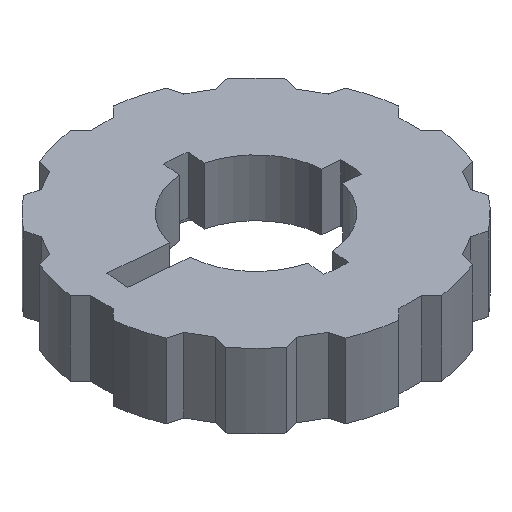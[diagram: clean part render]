
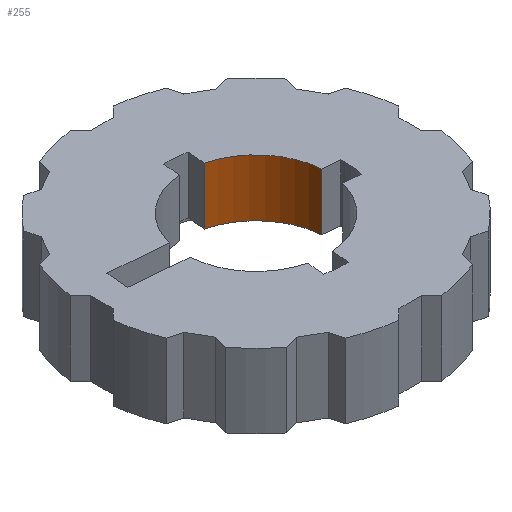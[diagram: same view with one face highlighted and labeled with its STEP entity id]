
A CAD part, isometric view. The second image highlights one B-rep face of the part: STEP entity #255.
In plain terms, the highlighted cylindrical face has radius 7.938 mm (diameter 15.875 mm), a partial arc.
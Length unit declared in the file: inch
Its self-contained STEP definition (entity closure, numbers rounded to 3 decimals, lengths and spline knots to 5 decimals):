
#31 = VERTEX_POINT ( 'NONE', #1491 ) ;
#75 = DIRECTION ( 'NONE',  ( 0., 0., 1. ) ) ;
#85 = CIRCLE ( 'NONE', #2226, 0.3125 ) ;
#153 = VECTOR ( 'NONE', #869, 39.37008 ) ;
#160 = ORIENTED_EDGE ( 'NONE', *, *, #394, .T. ) ;
#255 = ADVANCED_FACE ( 'NONE', ( #1978 ), #975, .F. ) ;
#258 = EDGE_CURVE ( 'NONE', #2336, #1747, #2492, .T. ) ;
#270 = CARTESIAN_POINT ( 'NONE',  ( 0.0767, 0.30294, -0.35 ) ) ;
#377 = LINE ( 'NONE', #270, #915 ) ;
#388 = DIRECTION ( 'NONE',  ( 1., 0., 0. ) ) ;
#394 = EDGE_CURVE ( 'NONE', #838, #31, #85, .T. ) ;
#520 = EDGE_LOOP ( 'NONE', ( #2489, #1529, #160, #1263 ) ) ;
#617 = CARTESIAN_POINT ( 'NONE',  ( 0.31166, 0.02292, -0.25 ) ) ;
#682 = CARTESIAN_POINT ( 'NONE',  ( 0.31166, 0.02292, -0.35 ) ) ;
#691 = LINE ( 'NONE', #682, #153 ) ;
#717 = EDGE_CURVE ( 'NONE', #1747, #31, #377, .T. ) ;
#838 = VERTEX_POINT ( 'NONE', #1596 ) ;
#869 = DIRECTION ( 'NONE',  ( 0., 0., 1. ) ) ;
#915 = VECTOR ( 'NONE', #75, 39.37008 ) ;
#955 = AXIS2_PLACEMENT_3D ( 'NONE', #1235, #1438, #1994 ) ;
#975 = CYLINDRICAL_SURFACE ( 'NONE', #1096, 0.3125 ) ;
#1026 = DIRECTION ( 'NONE',  ( 0., 0., 1. ) ) ;
#1096 = AXIS2_PLACEMENT_3D ( 'NONE', #1282, #1942, #2044 ) ;
#1235 = CARTESIAN_POINT ( 'NONE',  ( 0., 0., -0.25 ) ) ;
#1263 = ORIENTED_EDGE ( 'NONE', *, *, #717, .F. ) ;
#1282 = CARTESIAN_POINT ( 'NONE',  ( 0., 0., -0.35 ) ) ;
#1438 = DIRECTION ( 'NONE',  ( 0., 0., 1. ) ) ;
#1491 = CARTESIAN_POINT ( 'NONE',  ( 0.0767, 0.30294, 0. ) ) ;
#1529 = ORIENTED_EDGE ( 'NONE', *, *, #1852, .T. ) ;
#1596 = CARTESIAN_POINT ( 'NONE',  ( 0.31166, 0.02292, 0. ) ) ;
#1704 = CARTESIAN_POINT ( 'NONE',  ( 0., 0., 0. ) ) ;
#1747 = VERTEX_POINT ( 'NONE', #1980 ) ;
#1852 = EDGE_CURVE ( 'NONE', #2336, #838, #691, .T. ) ;
#1942 = DIRECTION ( 'NONE',  ( 0., 0., 1. ) ) ;
#1978 = FACE_OUTER_BOUND ( 'NONE', #520, .T. ) ;
#1980 = CARTESIAN_POINT ( 'NONE',  ( 0.0767, 0.30294, -0.25 ) ) ;
#1994 = DIRECTION ( 'NONE',  ( 0., 1., 0. ) ) ;
#2044 = DIRECTION ( 'NONE',  ( 1., 0., 0. ) ) ;
#2226 = AXIS2_PLACEMENT_3D ( 'NONE', #1704, #1026, #388 ) ;
#2336 = VERTEX_POINT ( 'NONE', #617 ) ;
#2489 = ORIENTED_EDGE ( 'NONE', *, *, #258, .F. ) ;
#2492 = CIRCLE ( 'NONE', #955, 0.3125 ) ;
